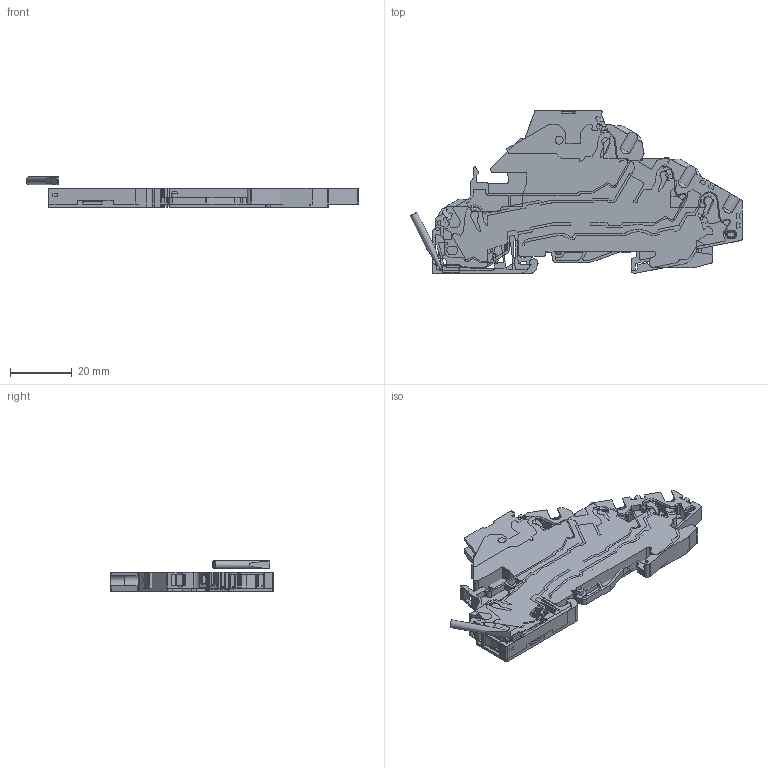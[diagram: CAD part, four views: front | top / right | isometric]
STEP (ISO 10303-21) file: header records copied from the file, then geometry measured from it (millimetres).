
FILE_DESCRIPTION(/* description */ (''),/* implementation_level */ '2;1');
FILE_NAME(/* name */ '1410_DLIS25_PELNT_iso.stp',/* time_stamp */ '2011-07-25T11:57:06+02:00',/* author */ (''),/* organization */ (''),/* preprocessor_version */ 'ST-DEVELOPER v11',/* originating_system */ 'SIEMENS UGS NX 6.0',/* authorisation */ '');
FILE_SCHEMA (('CONFIG_CONTROL_DESIGN'));
Products named in the file (3): fdlis25_iso_pe_l_nt_060607; blockriegel_2p_070207; 1411_DLIS25_PELNT_iso
Assembly tree (2 placements, depth 2):
  1411_DLIS25_PELNT_iso
    blockriegel_2p_070207
    fdlis25_iso_pe_l_nt_060607
Bounding box: 107.11 x 52.5 x 9.8 mm (x, y, z)
Volume: 21431.6 mm3; surface area: 22555.2 mm2
Topology: 3 solids, 4 shells, 2187 faces, 6343 edges, 4154 vertices
Faces by surface type: plane 1198, cylinder 895, cone 57, bspline 22, torus 9, sphere 4, extrusion 2
Full cylindrical faces by diameter (mm): 1.2 x1, 1.45 x1, 1.8 x1, 1.95 x1, 2.15 x1, 2.2 x4, 2.5 x1, 3.5 x1, 4 x1
Entity records: 74796 total; most frequent: CARTESIAN_POINT 15790, ORIENTED_EDGE 12574, DIRECTION 12255, EDGE_CURVE 6287, VECTOR 4239, LINE 4237, VERTEX_POINT 4148, AXIS2_PLACEMENT_3D 4008
